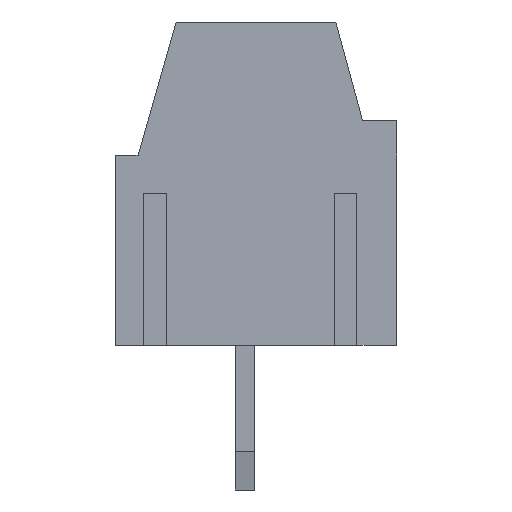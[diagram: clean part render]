
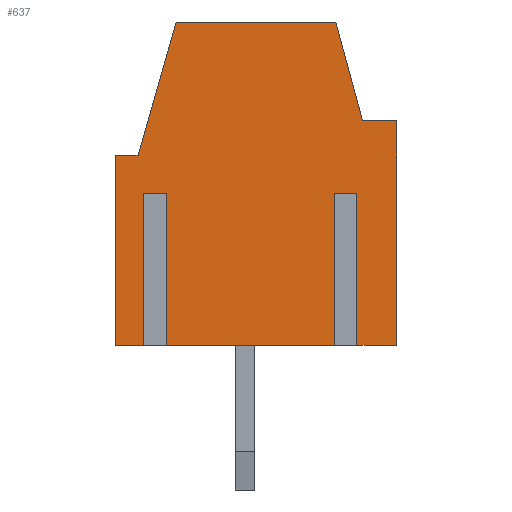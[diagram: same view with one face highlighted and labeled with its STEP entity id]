
A CAD part, left-side view. The second image highlights one B-rep face of the part: STEP entity #637.
In plain terms, the highlighted planar face has unit normal (-1, 0, 0).
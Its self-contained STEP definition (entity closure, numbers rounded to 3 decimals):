
#637 = ADVANCED_FACE( '', ( #1227 ), #1228, .T. );
#1227 = FACE_OUTER_BOUND( '', #1943, .T. );
#1228 = PLANE( '', #1944 );
#1943 = EDGE_LOOP( '', ( #3471, #3472, #3473, #3474, #3475, #3476, #3477, #3478, #3479, #3480, #3481, #3482, #3483, #3484, #3485, #3486 ) );
#1944 = AXIS2_PLACEMENT_3D( '', #3487, #3488, #3489 );
#3471 = ORIENTED_EDGE( '', *, *, #3954, .F. );
#3472 = ORIENTED_EDGE( '', *, *, #4110, .F. );
#3473 = ORIENTED_EDGE( '', *, *, #3964, .T. );
#3474 = ORIENTED_EDGE( '', *, *, #3703, .T. );
#3475 = ORIENTED_EDGE( '', *, *, #3941, .T. );
#3476 = ORIENTED_EDGE( '', *, *, #3682, .T. );
#3477 = ORIENTED_EDGE( '', *, *, #3902, .T. );
#3478 = ORIENTED_EDGE( '', *, *, #4155, .T. );
#3479 = ORIENTED_EDGE( '', *, *, #3898, .T. );
#3480 = ORIENTED_EDGE( '', *, *, #3930, .T. );
#3481 = ORIENTED_EDGE( '', *, *, #4156, .T. );
#3482 = ORIENTED_EDGE( '', *, *, #3693, .T. );
#3483 = ORIENTED_EDGE( '', *, *, #3834, .F. );
#3484 = ORIENTED_EDGE( '', *, *, #4083, .F. );
#3485 = ORIENTED_EDGE( '', *, *, #3847, .T. );
#3486 = ORIENTED_EDGE( '', *, *, #3690, .T. );
#3487 = CARTESIAN_POINT( '', ( -3.81, 0., 0. ) );
#3488 = DIRECTION( '', ( -1., 0., 0. ) );
#3489 = DIRECTION( '', ( 0., 0., 1. ) );
#3682 = EDGE_CURVE( '', #4399, #4397, #4400, .T. );
#3690 = EDGE_CURVE( '', #4412, #4409, #4413, .T. );
#3693 = EDGE_CURVE( '', #4417, #4415, #4418, .T. );
#3703 = EDGE_CURVE( '', #4435, #4433, #4436, .T. );
#3834 = EDGE_CURVE( '', #4640, #4415, #4642, .T. );
#3847 = EDGE_CURVE( '', #4659, #4412, #4660, .T. );
#3898 = EDGE_CURVE( '', #4733, #4734, #4735, .T. );
#3902 = EDGE_CURVE( '', #4397, #4739, #4740, .T. );
#3930 = EDGE_CURVE( '', #4734, #4781, #4782, .T. );
#3941 = EDGE_CURVE( '', #4433, #4399, #4796, .T. );
#3954 = EDGE_CURVE( '', #4812, #4409, #4814, .T. );
#3964 = EDGE_CURVE( '', #4824, #4435, #4825, .T. );
#4083 = EDGE_CURVE( '', #4659, #4640, #4978, .T. );
#4110 = EDGE_CURVE( '', #4824, #4812, #5008, .T. );
#4155 = EDGE_CURVE( '', #4739, #4733, #5055, .T. );
#4156 = EDGE_CURVE( '', #4781, #4417, #5056, .T. );
#4397 = VERTEX_POINT( '', #5380 );
#4399 = VERTEX_POINT( '', #5383 );
#4400 = LINE( '', #5384, #5385 );
#4409 = VERTEX_POINT( '', #5396 );
#4412 = VERTEX_POINT( '', #5400 );
#4413 = LINE( '', #5401, #5402 );
#4415 = VERTEX_POINT( '', #5405 );
#4417 = VERTEX_POINT( '', #5408 );
#4418 = LINE( '', #5409, #5410 );
#4433 = VERTEX_POINT( '', #5433 );
#4435 = VERTEX_POINT( '', #5436 );
#4436 = LINE( '', #5437, #5438 );
#4640 = VERTEX_POINT( '', #5725 );
#4642 = LINE( '', #5728, #5729 );
#4659 = VERTEX_POINT( '', #5751 );
#4660 = LINE( '', #5752, #5753 );
#4733 = VERTEX_POINT( '', #5853 );
#4734 = VERTEX_POINT( '', #5854 );
#4735 = LINE( '', #5855, #5856 );
#4739 = VERTEX_POINT( '', #5862 );
#4740 = LINE( '', #5863, #5864 );
#4781 = VERTEX_POINT( '', #5923 );
#4782 = LINE( '', #5924, #5925 );
#4796 = LINE( '', #5943, #5944 );
#4812 = VERTEX_POINT( '', #5966 );
#4814 = LINE( '', #5969, #5970 );
#4824 = VERTEX_POINT( '', #5985 );
#4825 = LINE( '', #5986, #5987 );
#4978 = LINE( '', #6202, #6203 );
#5008 = LINE( '', #6248, #6249 );
#5055 = LINE( '', #6308, #6309 );
#5056 = LINE( '', #6310, #6311 );
#5380 = CARTESIAN_POINT( '', ( -3.81, -2.8, 2.95 ) );
#5383 = CARTESIAN_POINT( '', ( -3.81, -3.7, 2.95 ) );
#5384 = CARTESIAN_POINT( '', ( -3.81, -3.7, 2.95 ) );
#5385 = VECTOR( '', #6474, 1000. );
#5396 = CARTESIAN_POINT( '', ( -3.81, -2.05, -2.95 ) );
#5400 = CARTESIAN_POINT( '', ( -3.81, 2.35, -2.95 ) );
#5401 = CARTESIAN_POINT( '', ( -3.81, 3.7, -2.95 ) );
#5402 = VECTOR( '', #6484, 1000. );
#5405 = CARTESIAN_POINT( '', ( -3.81, 2.95, -2.95 ) );
#5408 = CARTESIAN_POINT( '', ( -3.81, 3.7, -2.95 ) );
#5409 = CARTESIAN_POINT( '', ( -3.81, 3.7, -2.95 ) );
#5410 = VECTOR( '', #6487, 1000. );
#5433 = CARTESIAN_POINT( '', ( -3.81, -3.7, -2.95 ) );
#5436 = CARTESIAN_POINT( '', ( -3.81, -2.65, -2.95 ) );
#5437 = CARTESIAN_POINT( '', ( -3.81, 3.7, -2.95 ) );
#5438 = VECTOR( '', #6497, 1000. );
#5725 = CARTESIAN_POINT( '', ( -3.81, 2.95, 1.05 ) );
#5728 = CARTESIAN_POINT( '', ( -3.81, 2.95, 1.05 ) );
#5729 = VECTOR( '', #6645, 1000. );
#5751 = CARTESIAN_POINT( '', ( -3.81, 2.35, 1.05 ) );
#5752 = CARTESIAN_POINT( '', ( -3.81, 2.35, 1.05 ) );
#5753 = VECTOR( '', #6660, 1000. );
#5853 = CARTESIAN_POINT( '', ( -3.81, 2.1, 5.55 ) );
#5854 = CARTESIAN_POINT( '', ( -3.81, 3.1, 2.05 ) );
#5855 = CARTESIAN_POINT( '', ( -3.81, 3.1, 2.05 ) );
#5856 = VECTOR( '', #6715, 1000. );
#5862 = CARTESIAN_POINT( '', ( -3.81, -2.1, 5.55 ) );
#5863 = CARTESIAN_POINT( '', ( -3.81, -2.8, 2.95 ) );
#5864 = VECTOR( '', #6718, 1000. );
#5923 = CARTESIAN_POINT( '', ( -3.81, 3.7, 2.05 ) );
#5924 = CARTESIAN_POINT( '', ( -3.81, 3.7, 2.05 ) );
#5925 = VECTOR( '', #6743, 1000. );
#5943 = CARTESIAN_POINT( '', ( -3.81, -3.7, -2.95 ) );
#5944 = VECTOR( '', #6757, 1000. );
#5966 = CARTESIAN_POINT( '', ( -3.81, -2.05, 1.05 ) );
#5969 = CARTESIAN_POINT( '', ( -3.81, -2.05, 1.05 ) );
#5970 = VECTOR( '', #6768, 1000. );
#5985 = CARTESIAN_POINT( '', ( -3.81, -2.65, 1.05 ) );
#5986 = CARTESIAN_POINT( '', ( -3.81, -2.65, 1.05 ) );
#5987 = VECTOR( '', #6774, 1000. );
#6202 = CARTESIAN_POINT( '', ( -3.81, 2.35, 1.05 ) );
#6203 = VECTOR( '', #6885, 1000. );
#6248 = CARTESIAN_POINT( '', ( -3.81, -2.65, 1.05 ) );
#6249 = VECTOR( '', #6904, 1000. );
#6308 = CARTESIAN_POINT( '', ( -3.81, -2.1, 5.55 ) );
#6309 = VECTOR( '', #6929, 1000. );
#6310 = CARTESIAN_POINT( '', ( -3.81, 3.7, 2.05 ) );
#6311 = VECTOR( '', #6930, 1000. );
#6474 = DIRECTION( '', ( 0., 1., 0. ) );
#6484 = DIRECTION( '', ( 0., -1., 0. ) );
#6487 = DIRECTION( '', ( 0., -1., 0. ) );
#6497 = DIRECTION( '', ( 0., -1., 0. ) );
#6645 = DIRECTION( '', ( 0., 0., -1. ) );
#6660 = DIRECTION( '', ( 0., 0., -1. ) );
#6715 = DIRECTION( '', ( 0., 0.275, -0.962 ) );
#6718 = DIRECTION( '', ( 0., 0.26, 0.966 ) );
#6743 = DIRECTION( '', ( 0., 1., 0. ) );
#6757 = DIRECTION( '', ( 0., 0., 1. ) );
#6768 = DIRECTION( '', ( 0., 0., -1. ) );
#6774 = DIRECTION( '', ( 0., 0., -1. ) );
#6885 = DIRECTION( '', ( 0., 1., 0. ) );
#6904 = DIRECTION( '', ( 0., 1., 0. ) );
#6929 = DIRECTION( '', ( 0., 1., 0. ) );
#6930 = DIRECTION( '', ( 0., 0., -1. ) );
